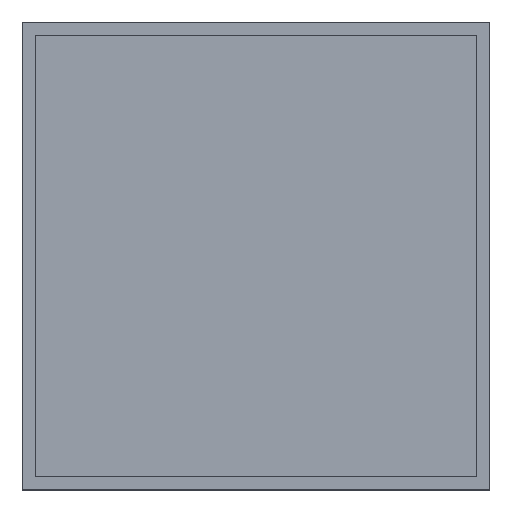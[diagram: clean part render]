
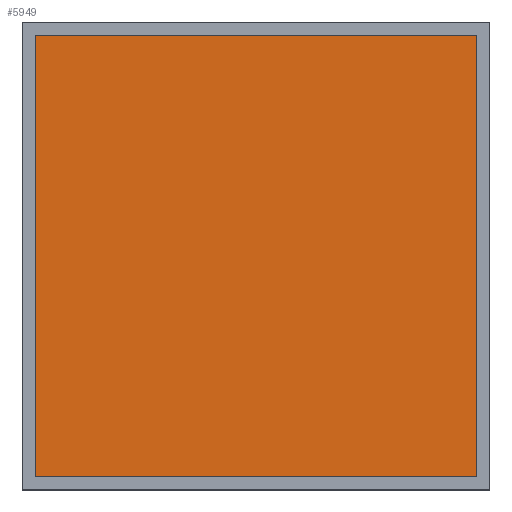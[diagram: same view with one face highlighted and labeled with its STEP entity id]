
A CAD part, top view. The second image highlights one B-rep face of the part: STEP entity #5949.
In plain terms, the highlighted planar face has unit normal (0, 0, 1).
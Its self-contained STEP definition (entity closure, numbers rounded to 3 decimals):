
#26 = VECTOR ( 'NONE', #5327, 1000. ) ;
#101 = CARTESIAN_POINT ( 'NONE',  ( 1.65, 1.65, 0.4 ) ) ;
#457 = EDGE_LOOP ( 'NONE', ( #876, #3424, #6595, #745 ) ) ;
#687 = CARTESIAN_POINT ( 'NONE',  ( -1.65, -1.65, 0.4 ) ) ;
#745 = ORIENTED_EDGE ( 'NONE', *, *, #2220, .T. ) ;
#876 = ORIENTED_EDGE ( 'NONE', *, *, #5530, .T. ) ;
#1147 = EDGE_CURVE ( 'NONE', #1218, #1981, #5620, .T. ) ;
#1218 = VERTEX_POINT ( 'NONE', #6500 ) ;
#1336 = CARTESIAN_POINT ( 'NONE',  ( 0., 0., 0.4 ) ) ;
#1432 = DIRECTION ( 'NONE',  ( 1., 0., 0. ) ) ;
#1931 = FACE_OUTER_BOUND ( 'NONE', #457, .T. ) ;
#1945 = VECTOR ( 'NONE', #5720, 1000. ) ;
#1981 = VERTEX_POINT ( 'NONE', #101 ) ;
#2073 = AXIS2_PLACEMENT_3D ( 'NONE', #1336, #5594, #1432 ) ;
#2220 = EDGE_CURVE ( 'NONE', #1981, #5363, #2351, .T. ) ;
#2351 = LINE ( 'NONE', #2948, #4022 ) ;
#2502 = DIRECTION ( 'NONE',  ( -1., 0., 0. ) ) ;
#2948 = CARTESIAN_POINT ( 'NONE',  ( -1.65, 1.65, 0.4 ) ) ;
#3424 = ORIENTED_EDGE ( 'NONE', *, *, #4294, .T. ) ;
#4022 = VECTOR ( 'NONE', #2502, 1000. ) ;
#4294 = EDGE_CURVE ( 'NONE', #5123, #1218, #5648, .T. ) ;
#4599 = LINE ( 'NONE', #5173, #1945 ) ;
#5123 = VERTEX_POINT ( 'NONE', #687 ) ;
#5173 = CARTESIAN_POINT ( 'NONE',  ( -1.65, 1.65, 0.4 ) ) ;
#5327 = DIRECTION ( 'NONE',  ( 0., 1., 0. ) ) ;
#5363 = VERTEX_POINT ( 'NONE', #5649 ) ;
#5530 = EDGE_CURVE ( 'NONE', #5363, #5123, #4599, .T. ) ;
#5560 = VECTOR ( 'NONE', #6293, 1000. ) ;
#5572 = PLANE ( 'NONE',  #2073 ) ;
#5594 = DIRECTION ( 'NONE',  ( 0., 0., 1. ) ) ;
#5620 = LINE ( 'NONE', #6645, #26 ) ;
#5648 = LINE ( 'NONE', #5782, #5560 ) ;
#5649 = CARTESIAN_POINT ( 'NONE',  ( -1.65, 1.65, 0.4 ) ) ;
#5720 = DIRECTION ( 'NONE',  ( 0., -1., 0. ) ) ;
#5782 = CARTESIAN_POINT ( 'NONE',  ( -1.65, -1.65, 0.4 ) ) ;
#5949 = ADVANCED_FACE ( 'NONE', ( #1931 ), #5572, .T. ) ;
#6293 = DIRECTION ( 'NONE',  ( 1., 0., 0. ) ) ;
#6500 = CARTESIAN_POINT ( 'NONE',  ( 1.65, -1.65, 0.4 ) ) ;
#6595 = ORIENTED_EDGE ( 'NONE', *, *, #1147, .T. ) ;
#6645 = CARTESIAN_POINT ( 'NONE',  ( 1.65, 1.65, 0.4 ) ) ;
